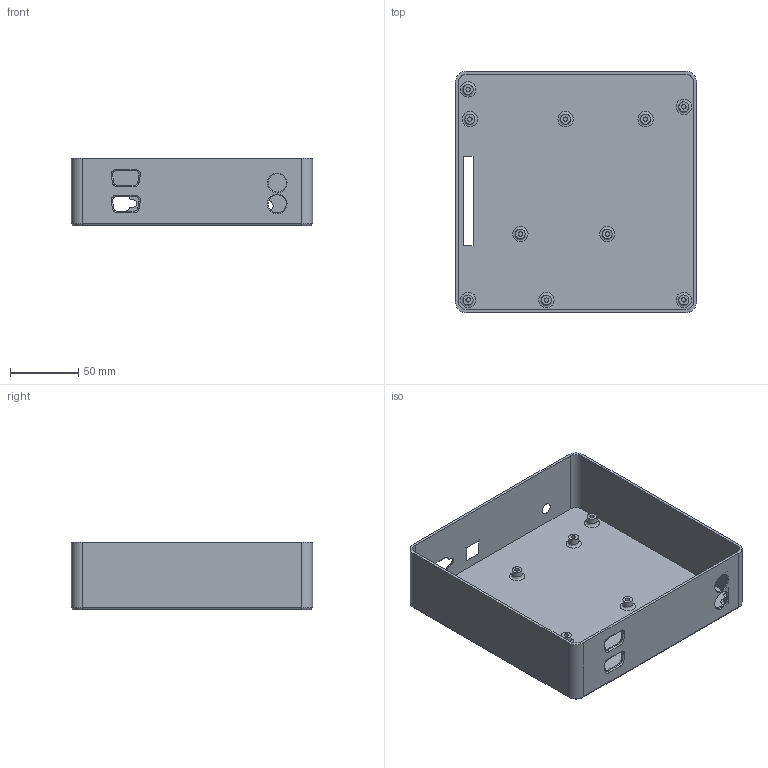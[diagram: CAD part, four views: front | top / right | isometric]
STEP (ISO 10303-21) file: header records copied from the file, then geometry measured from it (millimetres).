
FILE_DESCRIPTION(/* description */ (''),/* implementation_level */ '2;1');
FILE_NAME(/* name */ 'Case for Stage 2 v21.step',/* time_stamp */ '2025-05-23T10:18:09+02:00',/* author */ (''),/* organization */ (''),/* preprocessor_version */ 'ST-DEVELOPER v20.1',/* originating_system */ 'Autodesk Translation Framework v14.4.0.0',/* authorisation */ '');
FILE_SCHEMA (('AUTOMOTIVE_DESIGN { 1 0 10303 214 3 1 1 }'));
Length unit declared in the file: millimetre
Products named in the file (1): Case for Stage 2
Bounding box: 176.18 x 176.18 x 49.5 mm (x, y, z)
Volume: 124346.2 mm3; surface area: 127171 mm2
Topology: 1 solids, 1 shells, 168 faces, 371 edges, 226 vertices
Faces by surface type: plane 73, cylinder 60, cone 15, torus 11, bspline 9
Full cylindrical faces by diameter (mm): 3.2 x10, 7.2 x10, 10 x4, 13.4 x2
Entity records: 5869 total; most frequent: CARTESIAN_POINT 2040, DIRECTION 837, ORIENTED_EDGE 734, EDGE_CURVE 367, AXIS2_PLACEMENT_3D 319, VERTEX_POINT 226, EDGE_LOOP 209, LINE 199
